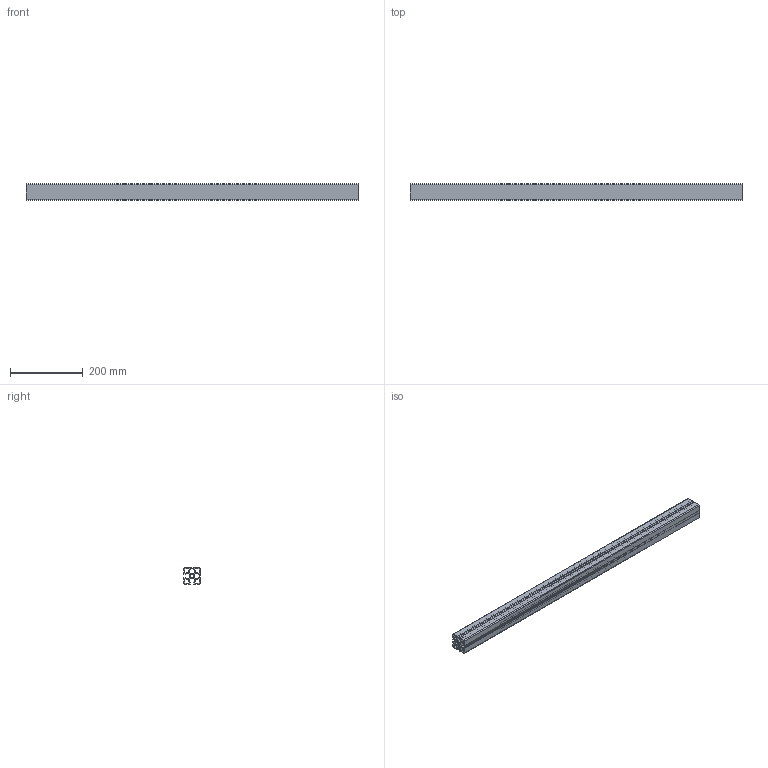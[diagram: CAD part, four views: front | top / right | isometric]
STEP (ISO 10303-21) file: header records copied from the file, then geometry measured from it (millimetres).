
FILE_DESCRIPTION(/* description */ (''),/* implementation_level */ '2;1');
FILE_NAME(/* name */ '10-4545S2A-0-36IN.stp',/* time_stamp */ '2024-11-12T11:34:52-05:00',/* author */ ('esanner'),/* organization */ (''),/* preprocessor_version */ 'ST-DEVELOPER v19',/* originating_system */ 'AutoCAD Mechanical',/* authorisation */ '');
FILE_SCHEMA (('AUTOMOTIVE_DESIGN { 1 0 10303 214 3 1 1 }'));
Length unit declared in the file: millimetre
Products named in the file (1): Product
Bounding box: 914.4 x 45 x 45 mm (x, y, z)
Volume: 651806.2 mm3; surface area: 529942.4 mm2
Topology: 1 solids, 1 shells, 148 faces, 438 edges, 292 vertices
Faces by surface type: plane 84, cylinder 64
Entity records: 5021 total; most frequent: CARTESIAN_POINT 879, ORIENTED_EDGE 876, DIRECTION 864, EDGE_CURVE 438, LINE 310, VECTOR 310, VERTEX_POINT 292, AXIS2_PLACEMENT_3D 277
